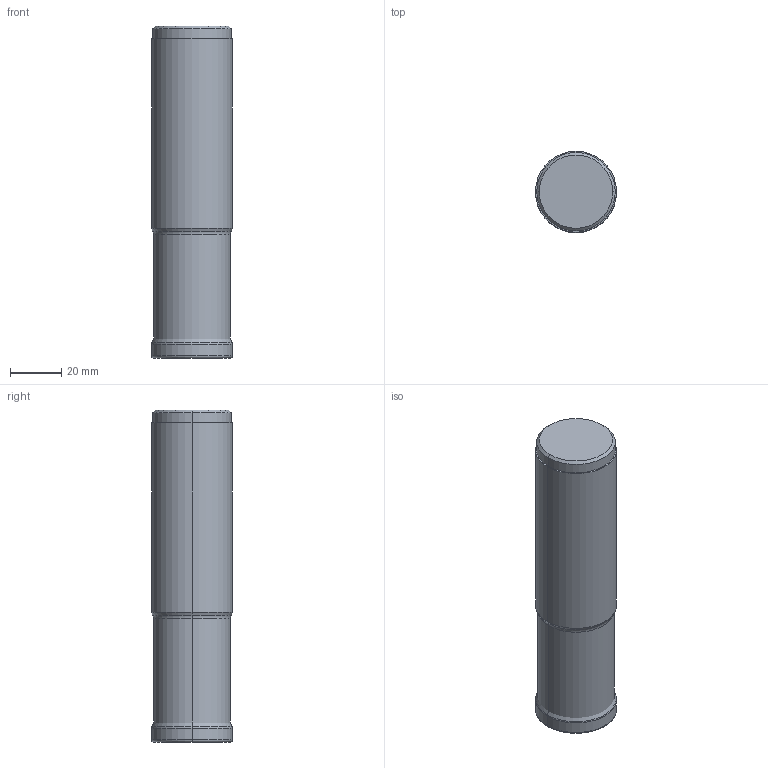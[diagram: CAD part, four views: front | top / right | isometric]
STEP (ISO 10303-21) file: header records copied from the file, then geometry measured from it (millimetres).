
FILE_DESCRIPTION(/* description */ (''),/* implementation_level */ '2;1');
FILE_NAME(/* name */ 'WWX200UR2003FA20S_IR0_031.stp',/* time_stamp */ '2023-03-24T14:28:11+09:00',/* author */ (''),/* organization */ (''),/* preprocessor_version */ 'ST-DEVELOPER v16',/* originating_system */ 'SIEMENS PLM Software NX 10.0',/* authorisation */ '');
FILE_SCHEMA (('AUTOMOTIVE_DESIGN { 1 0 10303 214 3 1 1 1 }'));
Length unit declared in the file: millimetre
Products named in the file (1): WWX200UR2003FA20S_IR0_031_ASM
Bounding box: 31.75 x 31.75 x 130.18 mm (x, y, z)
Volume: 102449 mm3; surface area: 16297.6 mm2
Topology: 2 solids, 2 shells, 49 faces, 123 edges, 93 vertices
Faces by surface type: torus 20, cone 16, cylinder 8, plane 5
Entity records: 1621 total; most frequent: DIRECTION 329, CARTESIAN_POINT 247, ORIENTED_EDGE 220, AXIS2_PLACEMENT_3D 149, EDGE_CURVE 110, CIRCLE 92, VERTEX_POINT 66, EDGE_LOOP 52
